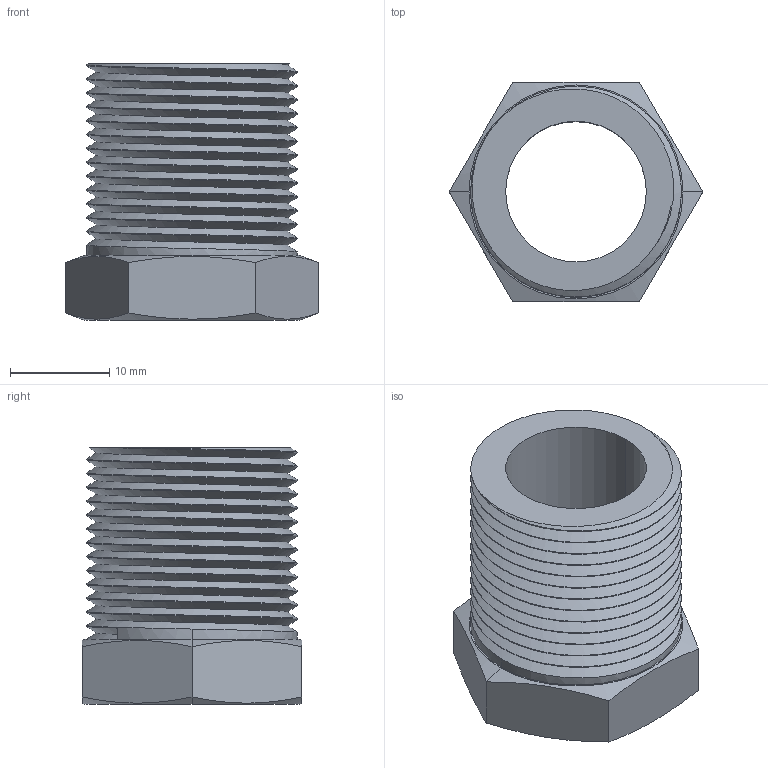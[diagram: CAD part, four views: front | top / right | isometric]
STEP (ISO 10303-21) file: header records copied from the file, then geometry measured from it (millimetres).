
FILE_DESCRIPTION (( 'STEP AP203' ), '1' );
FILE_NAME ('BFHB-12N-38N.step', '2016-02-15T20:05:05', ( '' ), ( '' ), 'SwSTEP 2.0', 'SolidWorks 2015', '' );
FILE_SCHEMA (( 'CONFIG_CONTROL_DESIGN' ));
Length unit declared in the file: inch
Products named in the file (1): BFHB-12N-38N
Bounding box: 25.55 x 22.12 x 25.83 mm (x, y, z)
Volume: 4947.7 mm3; surface area: 4222.8 mm2
Topology: 1 solids, 1 shells, 48 faces, 129 edges, 84 vertices
Faces by surface type: cylinder 31, plane 10, cone 4, bspline 3
Entity records: 3635 total; most frequent: CARTESIAN_POINT 2550, ORIENTED_EDGE 258, DIRECTION 162, EDGE_CURVE 129, VERTEX_POINT 84, AXIS2_PLACEMENT_3D 59, EDGE_LOOP 51, ADVANCED_FACE 48
